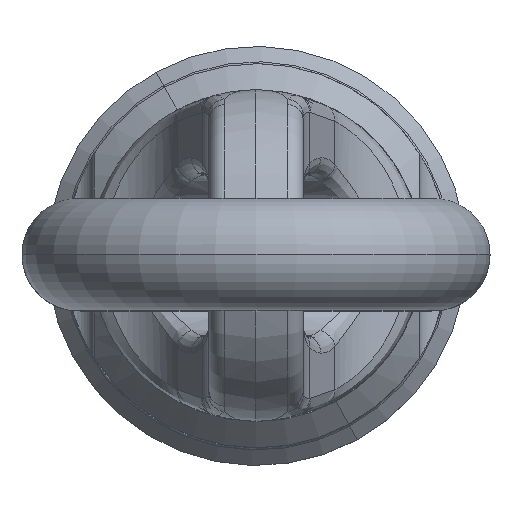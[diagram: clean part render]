
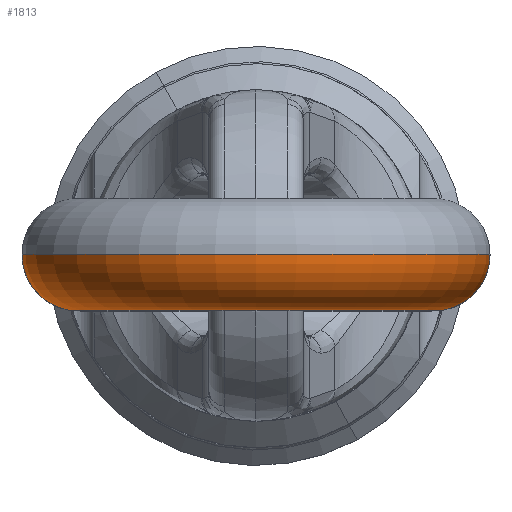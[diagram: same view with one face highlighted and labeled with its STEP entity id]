
A CAD part, top view. The second image highlights one B-rep face of the part: STEP entity #1813.
In plain terms, the highlighted toroidal (fillet/blend) face has major radius 51 mm and minor radius 16 mm.
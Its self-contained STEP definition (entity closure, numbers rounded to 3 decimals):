
#1774=CARTESIAN_POINT('Axis2P3D Location',(-0.198,0.,136.5)) ;
#1779=CARTESIAN_POINT('Axis2P3D Location',(-0.198,0.,136.5)) ;
#1783=CARTESIAN_POINT('Vertex',(-67.198,0.,136.5)) ;
#1785=CARTESIAN_POINT('Vertex',(66.802,0.,136.5)) ;
#1788=CARTESIAN_POINT('Axis2P3D Location',(-51.198,0.,136.5)) ;
#1792=CARTESIAN_POINT('Vertex',(-51.198,-16.,136.5)) ;
#1795=CARTESIAN_POINT('Axis2P3D Location',(-0.198,-16.,136.5)) ;
#1799=CARTESIAN_POINT('Vertex',(50.802,-16.,136.5)) ;
#1802=CARTESIAN_POINT('Axis2P3D Location',(50.802,0.,136.5)) ;
#1775=DIRECTION('Axis2P3D Direction',(0.,1.,0.)) ;
#1776=DIRECTION('Axis2P3D XDirection',(-1.,0.,0.)) ;
#1780=DIRECTION('Axis2P3D Direction',(0.,1.,0.)) ;
#1789=DIRECTION('Axis2P3D Direction',(0.,0.,-1.)) ;
#1796=DIRECTION('Axis2P3D Direction',(0.,1.,0.)) ;
#1803=DIRECTION('Axis2P3D Direction',(0.,0.,1.)) ;
#1777=AXIS2_PLACEMENT_3D('Torus Axis2P3D',#1774,#1775,#1776) ;
#1781=AXIS2_PLACEMENT_3D('Circle Axis2P3D',#1779,#1780,$) ;
#1790=AXIS2_PLACEMENT_3D('Circle Axis2P3D',#1788,#1789,$) ;
#1797=AXIS2_PLACEMENT_3D('Circle Axis2P3D',#1795,#1796,$) ;
#1804=AXIS2_PLACEMENT_3D('Circle Axis2P3D',#1802,#1803,$) ;
#1808=ORIENTED_EDGE('',*,*,#1787,.F.) ;
#1809=ORIENTED_EDGE('',*,*,#1794,.T.) ;
#1810=ORIENTED_EDGE('',*,*,#1801,.T.) ;
#1811=ORIENTED_EDGE('',*,*,#1806,.F.) ;
#1813=ADVANCED_FACE('YK8216-160C.1\\\X2\81E5935B7CBE52A05DE55716\X0\',(#1812),#1778,.T.) ;
#1782=CIRCLE('generated circle',#1781,67.) ;
#1791=CIRCLE('generated circle',#1790,16.) ;
#1798=CIRCLE('generated circle',#1797,51.) ;
#1805=CIRCLE('generated circle',#1804,16.) ;
#1778=TOROIDAL_SURFACE('homeo Torus',#1777,51.,16.) ;
#1787=EDGE_CURVE('',#1784,#1786,#1782,.T.) ;
#1794=EDGE_CURVE('',#1784,#1793,#1791,.F.) ;
#1801=EDGE_CURVE('',#1793,#1800,#1798,.T.) ;
#1806=EDGE_CURVE('',#1786,#1800,#1805,.F.) ;
#1807=EDGE_LOOP('',(#1808,#1809,#1810,#1811)) ;
#1812=FACE_OUTER_BOUND('',#1807,.T.) ;
#1784=VERTEX_POINT('',#1783) ;
#1786=VERTEX_POINT('',#1785) ;
#1793=VERTEX_POINT('',#1792) ;
#1800=VERTEX_POINT('',#1799) ;
